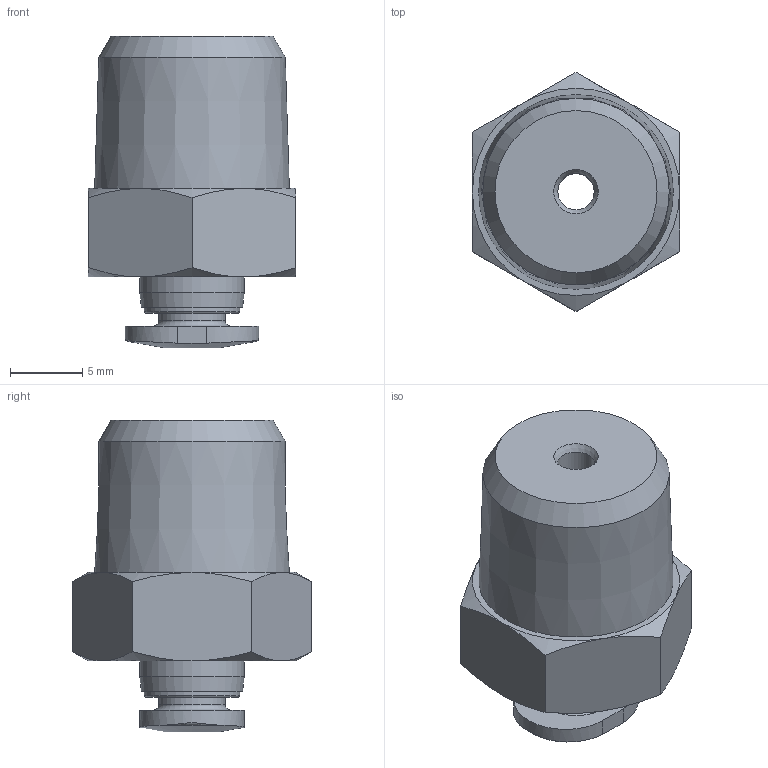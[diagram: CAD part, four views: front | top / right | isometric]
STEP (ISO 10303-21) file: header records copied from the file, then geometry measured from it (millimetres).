
FILE_DESCRIPTION(/* description */ ('STEP AP214'),/* implementation_level */ '2;1');
FILE_NAME(/* name */ '572306_QBM-1_4-1_8-U',/* time_stamp */ '2024-09-14T03:21:36+02:00',/* author */ ('License CC BY-ND 4.0'),/* organization */ ('CADENAS'),/* preprocessor_version */ 'ST-DEVELOPER v19.3',/* originating_system */ 'PARTsolutions',/* authorisation */ ' ');
FILE_SCHEMA (('AUTOMOTIVE_DESIGN {1 0 10303 214 3 1 1}'));
Length unit declared in the file: millimetre
Products named in the file (1): 572306 QBM-1/4-1/8-U
Bounding box: 14.29 x 16.5 x 21.5 mm (x, y, z)
Volume: 2512.4 mm3; surface area: 1383.3 mm2
Topology: 1 solids, 1 shells, 44 faces, 94 edges, 57 vertices
Faces by surface type: cone 17, plane 15, cylinder 7, torus 5
Full cylindrical faces by diameter (mm): 2.5 x1, 3.175 x1, 4.575 x1, 6.6 x1, 7.2 x1
Entity records: 1472 total; most frequent: CARTESIAN_POINT 283, DIRECTION 170, ORIENTED_EDGE 160, EDGE_CURVE 80, AXIS2_PLACEMENT_3D 79, EDGE_LOOP 64, FACE_BOUND 64, VERTEX_POINT 56
